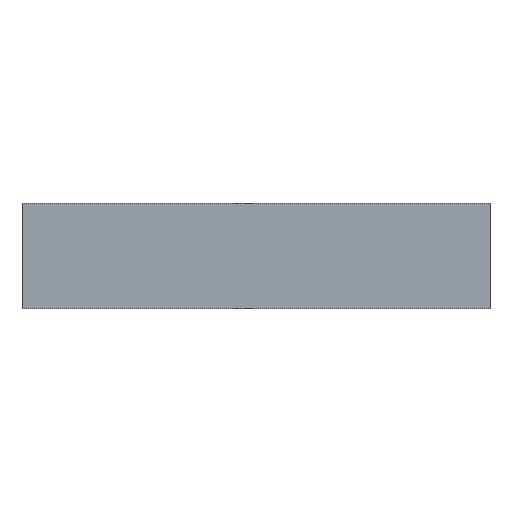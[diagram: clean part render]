
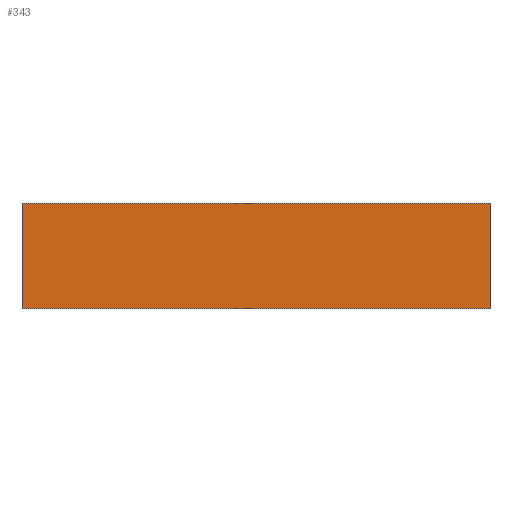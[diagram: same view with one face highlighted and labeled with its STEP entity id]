
A CAD part, top view. The second image highlights one B-rep face of the part: STEP entity #343.
In plain terms, the highlighted planar face has unit normal (0, 0, 1).
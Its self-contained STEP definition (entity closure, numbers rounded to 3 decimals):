
#35 = EDGE_LOOP ( 'NONE', ( #919, #153, #50, #964 ) ) ;
#40 = CARTESIAN_POINT ( 'NONE',  ( 200., 45., 0. ) ) ;
#45 = VERTEX_POINT ( 'NONE', #40 ) ;
#50 = ORIENTED_EDGE ( 'NONE', *, *, #625, .F. ) ;
#72 = AXIS2_PLACEMENT_3D ( 'NONE', #951, #955, #517 ) ;
#82 = VECTOR ( 'NONE', #847, 1000. ) ;
#129 = VECTOR ( 'NONE', #298, 1000. ) ;
#153 = ORIENTED_EDGE ( 'NONE', *, *, #719, .F. ) ;
#193 = DIRECTION ( 'NONE',  ( -1., 0., 0. ) ) ;
#237 = CARTESIAN_POINT ( 'NONE',  ( 0., 45., 0. ) ) ;
#251 = CARTESIAN_POINT ( 'NONE',  ( 0., 45., 0. ) ) ;
#285 = VERTEX_POINT ( 'NONE', #251 ) ;
#292 = LINE ( 'NONE', #337, #339 ) ;
#298 = DIRECTION ( 'NONE',  ( 0., -1., 0. ) ) ;
#299 = PLANE ( 'NONE',  #72 ) ;
#337 = CARTESIAN_POINT ( 'NONE',  ( 200., 0., 0. ) ) ;
#339 = VECTOR ( 'NONE', #193, 1000. ) ;
#343 = ADVANCED_FACE ( 'NONE', ( #580 ), #299, .F. ) ;
#371 = LINE ( 'NONE', #694, #82 ) ;
#517 = DIRECTION ( 'NONE',  ( 0., 1., 0. ) ) ;
#525 = VERTEX_POINT ( 'NONE', #534 ) ;
#534 = CARTESIAN_POINT ( 'NONE',  ( 200., 0., 0. ) ) ;
#578 = VECTOR ( 'NONE', #696, 1000. ) ;
#580 = FACE_OUTER_BOUND ( 'NONE', #35, .T. ) ;
#614 = VERTEX_POINT ( 'NONE', #929 ) ;
#625 = EDGE_CURVE ( 'NONE', #45, #525, #371, .T. ) ;
#694 = CARTESIAN_POINT ( 'NONE',  ( 200., 45., 0. ) ) ;
#696 = DIRECTION ( 'NONE',  ( -1., 0., 0. ) ) ;
#719 = EDGE_CURVE ( 'NONE', #525, #614, #292, .T. ) ;
#722 = LINE ( 'NONE', #237, #129 ) ;
#749 = EDGE_CURVE ( 'NONE', #45, #285, #892, .T. ) ;
#847 = DIRECTION ( 'NONE',  ( 0., -1., 0. ) ) ;
#849 = CARTESIAN_POINT ( 'NONE',  ( 200., 45., 0. ) ) ;
#865 = EDGE_CURVE ( 'NONE', #285, #614, #722, .T. ) ;
#892 = LINE ( 'NONE', #849, #578 ) ;
#919 = ORIENTED_EDGE ( 'NONE', *, *, #865, .T. ) ;
#929 = CARTESIAN_POINT ( 'NONE',  ( 0., 0., 0. ) ) ;
#951 = CARTESIAN_POINT ( 'NONE',  ( 200., 45., 0. ) ) ;
#955 = DIRECTION ( 'NONE',  ( 0., 0., -1. ) ) ;
#964 = ORIENTED_EDGE ( 'NONE', *, *, #749, .T. ) ;
